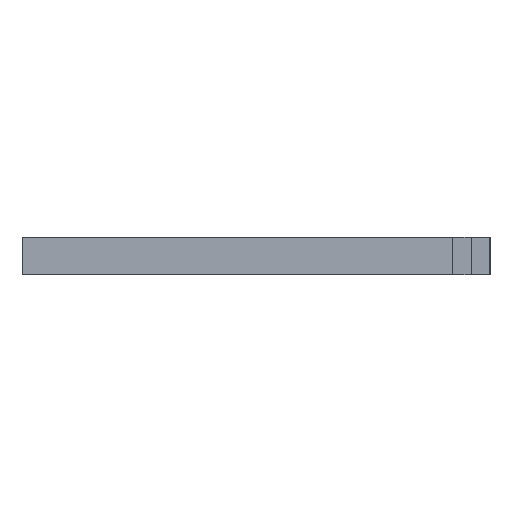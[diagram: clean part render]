
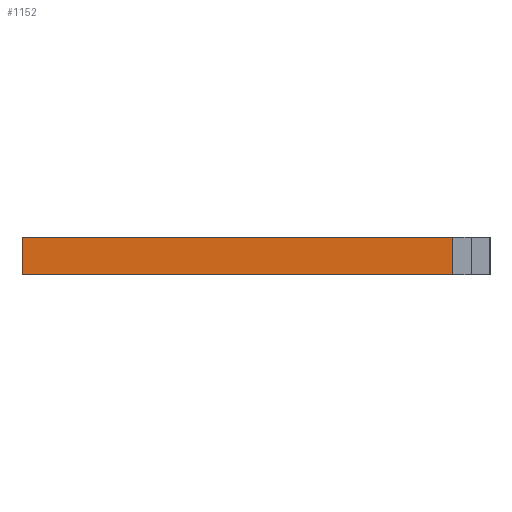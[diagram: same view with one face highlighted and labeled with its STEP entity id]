
A CAD part, left-side view. The second image highlights one B-rep face of the part: STEP entity #1152.
In plain terms, the highlighted planar face has unit normal (-1, 0, 0).
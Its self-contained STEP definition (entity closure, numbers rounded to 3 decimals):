
#47 = LINE ( 'NONE', #775, #1162 ) ;
#48 = ORIENTED_EDGE ( 'NONE', *, *, #995, .T. ) ;
#51 = CARTESIAN_POINT ( 'NONE',  ( -111.356, -113.7, 106.903 ) ) ;
#74 = VERTEX_POINT ( 'NONE', #396 ) ;
#124 = DIRECTION ( 'NONE',  ( 1., 0., 0. ) ) ;
#194 = CARTESIAN_POINT ( 'NONE',  ( -111.356, -113.7, 86.903 ) ) ;
#249 = VECTOR ( 'NONE', #465, 1000. ) ;
#276 = LINE ( 'NONE', #2061, #1576 ) ;
#387 = ORIENTED_EDGE ( 'NONE', *, *, #1411, .F. ) ;
#396 = CARTESIAN_POINT ( 'NONE',  ( -111.356, 116.3, 86.903 ) ) ;
#465 = DIRECTION ( 'NONE',  ( 0., 0., -1. ) ) ;
#469 = VECTOR ( 'NONE', #860, 1000. ) ;
#516 = EDGE_CURVE ( 'NONE', #1848, #74, #1922, .T. ) ;
#760 = EDGE_CURVE ( 'NONE', #1011, #2070, #47, .T. ) ;
#775 = CARTESIAN_POINT ( 'NONE',  ( -111.356, -113.7, 106.903 ) ) ;
#860 = DIRECTION ( 'NONE',  ( 0., -1., 0. ) ) ;
#913 = EDGE_LOOP ( 'NONE', ( #1140, #48, #1275, #387 ) ) ;
#957 = DIRECTION ( 'NONE',  ( 0., 0., -1. ) ) ;
#995 = EDGE_CURVE ( 'NONE', #74, #2070, #276, .T. ) ;
#1011 = VERTEX_POINT ( 'NONE', #51 ) ;
#1035 = FACE_OUTER_BOUND ( 'NONE', #913, .T. ) ;
#1140 = ORIENTED_EDGE ( 'NONE', *, *, #516, .T. ) ;
#1152 = ADVANCED_FACE ( 'NONE', ( #1035 ), #1745, .F. ) ;
#1162 = VECTOR ( 'NONE', #957, 1000. ) ;
#1201 = LINE ( 'NONE', #1927, #469 ) ;
#1275 = ORIENTED_EDGE ( 'NONE', *, *, #760, .F. ) ;
#1303 = AXIS2_PLACEMENT_3D ( 'NONE', #2312, #124, #1761 ) ;
#1309 = DIRECTION ( 'NONE',  ( 0., -1., 0. ) ) ;
#1411 = EDGE_CURVE ( 'NONE', #1848, #1011, #1201, .T. ) ;
#1576 = VECTOR ( 'NONE', #1309, 1000. ) ;
#1745 = PLANE ( 'NONE',  #1303 ) ;
#1761 = DIRECTION ( 'NONE',  ( 0., 1., 0. ) ) ;
#1840 = CARTESIAN_POINT ( 'NONE',  ( -111.356, 116.3, 106.903 ) ) ;
#1848 = VERTEX_POINT ( 'NONE', #1840 ) ;
#1910 = CARTESIAN_POINT ( 'NONE',  ( -111.356, 116.3, 106.903 ) ) ;
#1922 = LINE ( 'NONE', #1910, #249 ) ;
#1927 = CARTESIAN_POINT ( 'NONE',  ( -111.356, -113.7, 106.903 ) ) ;
#2061 = CARTESIAN_POINT ( 'NONE',  ( -111.356, -113.7, 86.903 ) ) ;
#2070 = VERTEX_POINT ( 'NONE', #194 ) ;
#2312 = CARTESIAN_POINT ( 'NONE',  ( -111.356, -113.7, 106.903 ) ) ;
